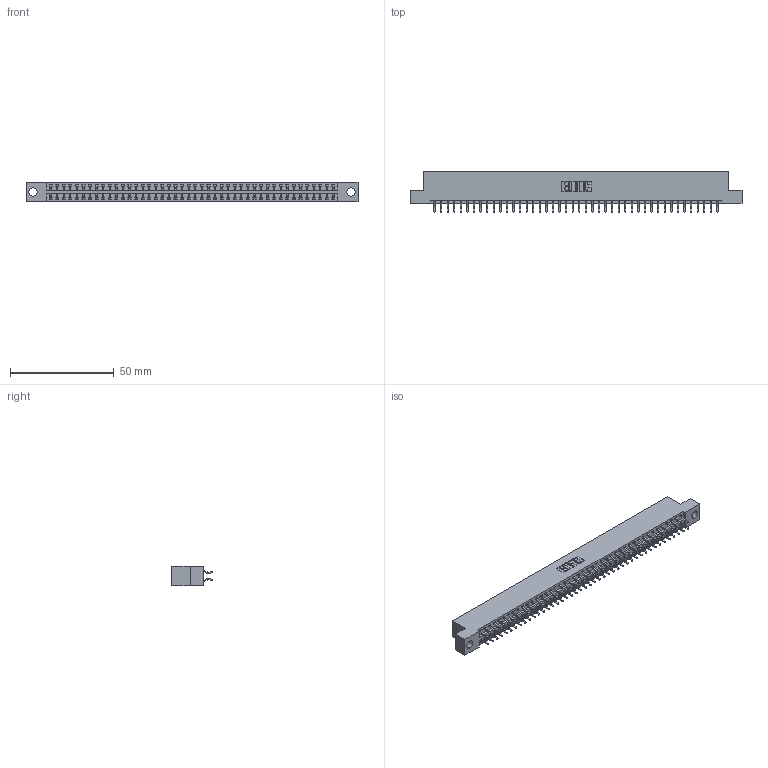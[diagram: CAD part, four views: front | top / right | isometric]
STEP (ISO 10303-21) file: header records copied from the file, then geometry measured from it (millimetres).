
FILE_DESCRIPTION (( 'STEP AP203' ), '1' );
FILE_NAME ('396-088-556-204.STEP', '2019-10-31T01:31:55', ( '' ), ( '' ), 'SwSTEP 2.0', 'SolidWorks 2016', '' );
FILE_SCHEMA (( 'CONFIG_CONTROL_DESIGN' ));
Length unit declared in the file: inch
Products named in the file (3): 345-292-001_556 Tail; 346 Part_Flush Mounting Lugs - 0.156 Dia-TH; 396-088-556-204
Assembly tree (89 placements, depth 2):
  396-088-556-204
    346 Part_Flush Mounting Lugs - 0.156 Dia-TH
    345-292-001_556 Tail  x88
Bounding box: 160.27 x 19.57 x 9.4 mm (x, y, z)
Volume: 15552.9 mm3; surface area: 21141.5 mm2
Topology: 89 solids, 89 shells, 5226 faces, 15553 edges, 10250 vertices
Faces by surface type: plane 3508, cylinder 1718
Entity records: 28669 total; most frequent: CARTESIAN_POINT 4736, ORIENTED_EDGE 4658, DIRECTION 4213, EDGE_CURVE 2329, LINE 2013, VECTOR 2013, VERTEX_POINT 1550, AXIS2_PLACEMENT_3D 1100
